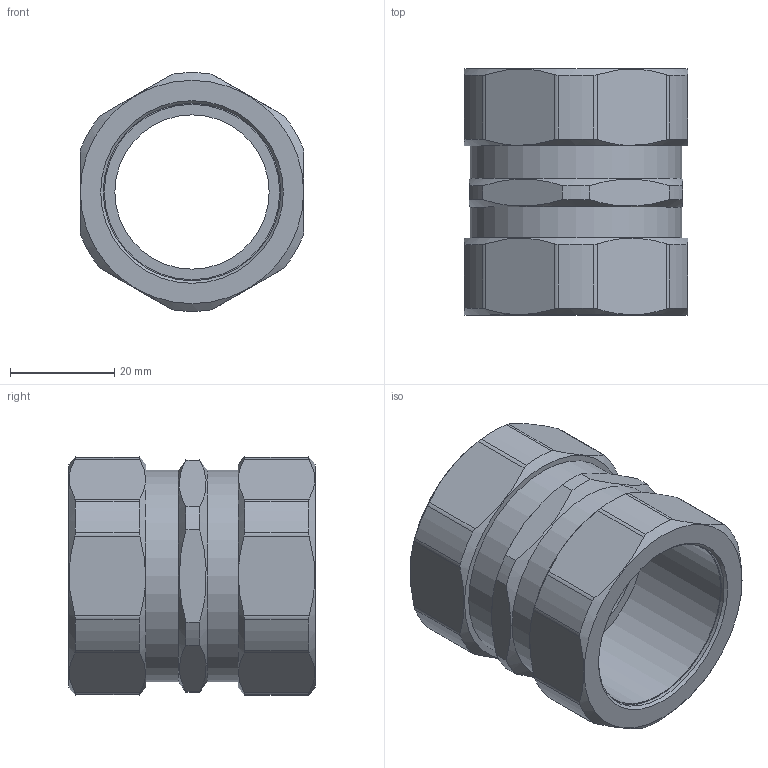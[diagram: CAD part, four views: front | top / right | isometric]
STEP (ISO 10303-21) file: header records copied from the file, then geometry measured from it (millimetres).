
FILE_DESCRIPTION(/* description */ (''),/* implementation_level */ '2;1');
FILE_NAME(/* name */ '',/* time_stamp */ '2025-06-24T14:59:15+07:00',/* author */ ('zeta-82'),/* organization */ (''),/* preprocessor_version */ 'ST-DEVELOPER v19.2',/* originating_system */ 'Autodesk Inventor 2024',/* authorisation */ '');
FILE_SCHEMA (('AUTOMOTIVE_DESIGN { 1 0 10303 214 3 1 1 }'));
Length unit declared in the file: millimetre
Products named in the file (1): АТТ-25
Bounding box: 43 x 47.3 x 45.84 mm (x, y, z)
Volume: 27812.6 mm3; surface area: 13570.9 mm2
Topology: 1 solids, 1 shells, 83 faces, 225 edges, 150 vertices
Faces by surface type: cylinder 49, plane 26, cone 8
Full cylindrical faces by diameter (mm): 29.65 x1, 33.7 x2, 34.1 x2, 40.6 x2
Entity records: 2857 total; most frequent: CARTESIAN_POINT 779, ORIENTED_EDGE 450, DIRECTION 367, EDGE_CURVE 225, VERTEX_POINT 150, AXIS2_PLACEMENT_3D 146, EDGE_LOOP 91, FACE_OUTER_BOUND 83
